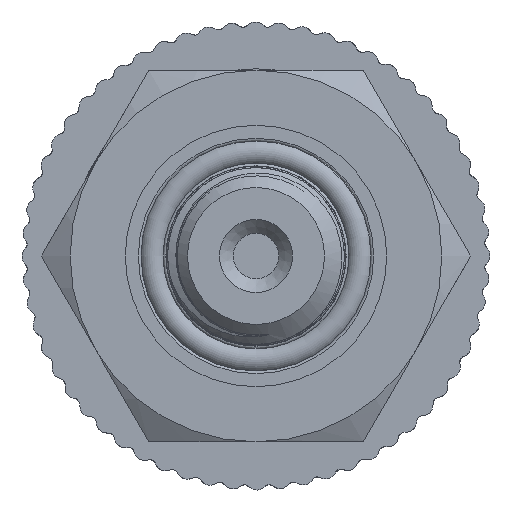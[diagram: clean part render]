
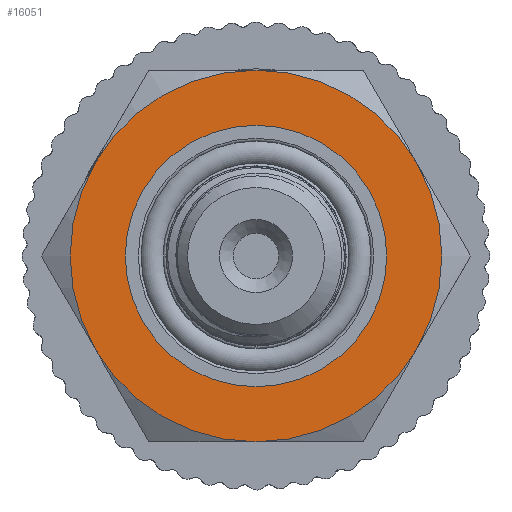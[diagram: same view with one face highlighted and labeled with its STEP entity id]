
A CAD part, left-side view. The second image highlights one B-rep face of the part: STEP entity #16051.
In plain terms, the highlighted conical face has half-angle 89.979 degrees and reference radius 11 mm.
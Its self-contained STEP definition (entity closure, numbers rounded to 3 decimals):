
#899=CONICAL_SURFACE('',#16936,11.,1.57);
#1243=FACE_OUTER_BOUND('',#2171,.T.);
#2171=EDGE_LOOP('',(#12176,#12177,#12178,#12179));
#2928=CIRCLE('',#16937,13.5);
#2929=CIRCLE('',#16938,9.5);
#4454=LINE('',#33322,#5624);
#5624=VECTOR('',#18337,11.);
#7016=VERTEX_POINT('',#33319);
#7017=VERTEX_POINT('',#33321);
#8951=EDGE_CURVE('',#7016,#7016,#2928,.T.);
#8952=EDGE_CURVE('',#7016,#7017,#4454,.T.);
#8953=EDGE_CURVE('',#7017,#7017,#2929,.T.);
#12176=ORIENTED_EDGE('',*,*,#8951,.F.);
#12177=ORIENTED_EDGE('',*,*,#8952,.T.);
#12178=ORIENTED_EDGE('',*,*,#8953,.T.);
#12179=ORIENTED_EDGE('',*,*,#8952,.F.);
#16051=ADVANCED_FACE('',(#1243),#899,.T.);
#16936=AXIS2_PLACEMENT_3D('',#33318,#18333,#18334);
#16937=AXIS2_PLACEMENT_3D('',#33320,#18335,#18336);
#16938=AXIS2_PLACEMENT_3D('',#33323,#18338,#18339);
#18333=DIRECTION('center_axis',(1.,0.,0.));
#18334=DIRECTION('ref_axis',(0.,1.,0.));
#18335=DIRECTION('center_axis',(1.,0.,0.));
#18336=DIRECTION('ref_axis',(0.,1.,0.));
#18337=DIRECTION('',(0.,1.,0.));
#18338=DIRECTION('center_axis',(1.,0.,0.));
#18339=DIRECTION('ref_axis',(0.,0.,-1.));
#33318=CARTESIAN_POINT('Origin',(-46.999,0.,0.));
#33319=CARTESIAN_POINT('',(-46.999,-13.5,0.));
#33320=CARTESIAN_POINT('Origin',(-46.999,0.,
0.));
#33321=CARTESIAN_POINT('',(-47.,-9.5,0.));
#33322=CARTESIAN_POINT('',(-46.999,-11.,0.));
#33323=CARTESIAN_POINT('Origin',(-47.,0.,0.));
